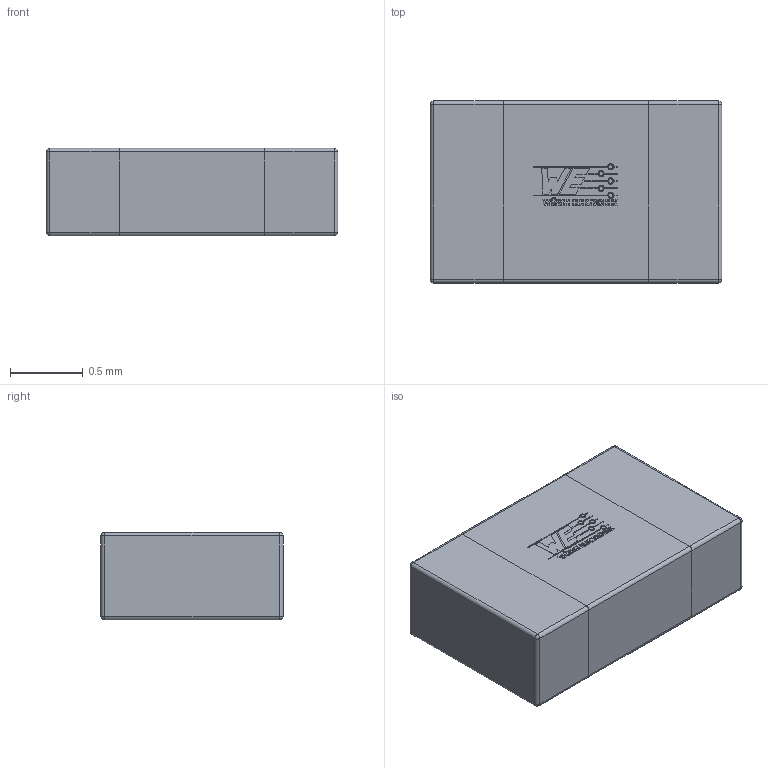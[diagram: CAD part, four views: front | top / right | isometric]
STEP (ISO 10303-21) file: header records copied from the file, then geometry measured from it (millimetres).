
FILE_DESCRIPTION (( 'STEP AP214' ), '1' );
FILE_NAME ('74479774147.STEP', '2022-10-14T10:41:23', ( '' ), ( '' ), 'SwSTEP 2.0', 'SolidWorks 2022', '' );
FILE_SCHEMA (( 'AUTOMOTIVE_DESIGN' ));
Length unit declared in the file: millimetre
Products named in the file (3): 74479774147; Wurth Logo
Assembly tree (2 placements, depth 2):
  74479774147
    74479774147
    Wurth Logo
Bounding box: 2 x 1.25 x 0.6 mm (x, y, z)
Volume: 1.5 mm3; surface area: 11.9 mm2
Topology: 27 solids, 27 shells, 355 faces, 887 edges, 578 vertices
Faces by surface type: plane 225, bspline 102, cylinder 20, sphere 8
Entity records: 11362 total; most frequent: CARTESIAN_POINT 3141, ORIENTED_EDGE 1758, DIRECTION 1229, EDGE_CURVE 879, LINE 633, VECTOR 633, VERTEX_POINT 578, EDGE_LOOP 371
